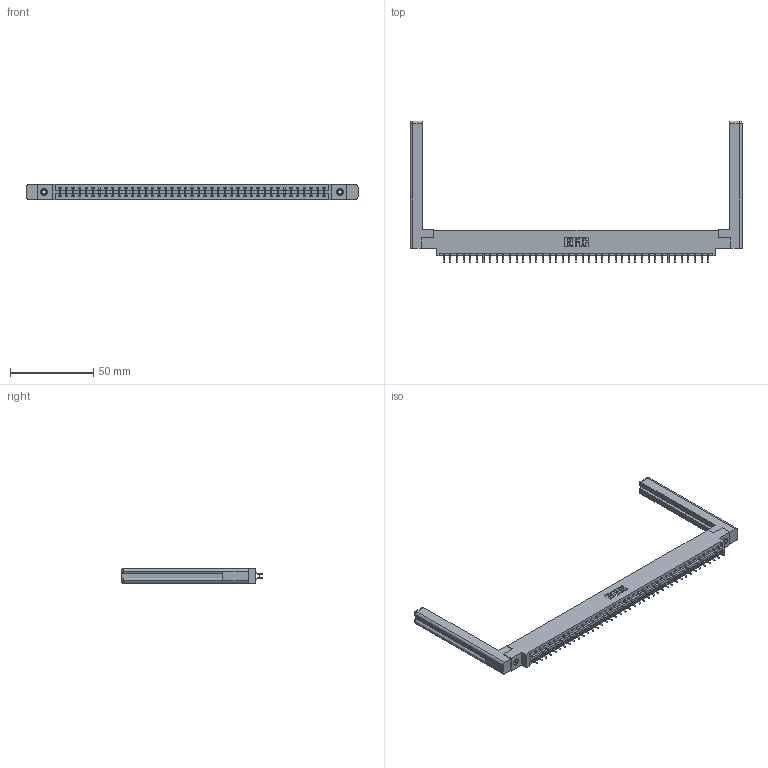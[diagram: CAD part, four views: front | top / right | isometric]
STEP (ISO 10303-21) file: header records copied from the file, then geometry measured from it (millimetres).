
FILE_DESCRIPTION (( 'STEP AP203' ), '1' );
FILE_NAME ('387-082-556-858.STEP', '2019-10-23T00:19:07', ( '' ), ( '' ), 'SwSTEP 2.0', 'SolidWorks 2016', '' );
FILE_SCHEMA (( 'CONFIG_CONTROL_DESIGN' ));
Length unit declared in the file: inch
Products named in the file (5): 345-250-001_345-250-001-102; 345-292-001_556 Tail; 337 Part_0.170 Offset - 0.156 Dia-TI; 387-082-556-858; 307-220-058
Assembly tree (87 placements, depth 2):
  387-082-556-858
    337 Part_0.170 Offset - 0.156 Dia-TI
    345-292-001_556 Tail  x82
    345-250-001_345-250-001-102  x2
    307-220-058  x2
Bounding box: 199.09 x 84.98 x 9.4 mm (x, y, z)
Volume: 27989.5 mm3; surface area: 28626.1 mm2
Topology: 87 solids, 87 shells, 5180 faces, 15355 edges, 10114 vertices
Faces by surface type: plane 3602, cylinder 1554, cone 12, torus 12
Entity records: 34904 total; most frequent: CARTESIAN_POINT 5905, ORIENTED_EDGE 5768, DIRECTION 5028, EDGE_CURVE 2884, LINE 2700, VECTOR 2700, VERTEX_POINT 1914, AXIS2_PLACEMENT_3D 1164
